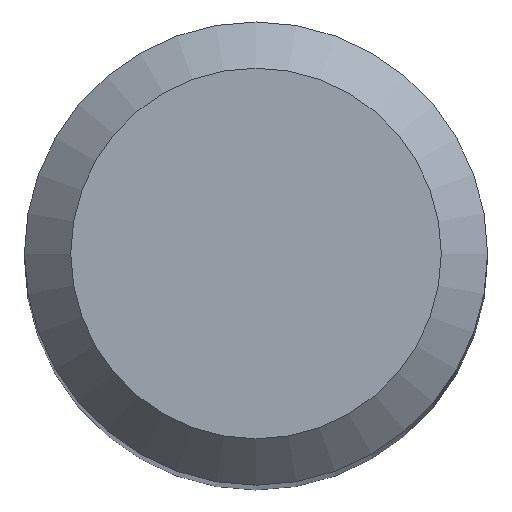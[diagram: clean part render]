
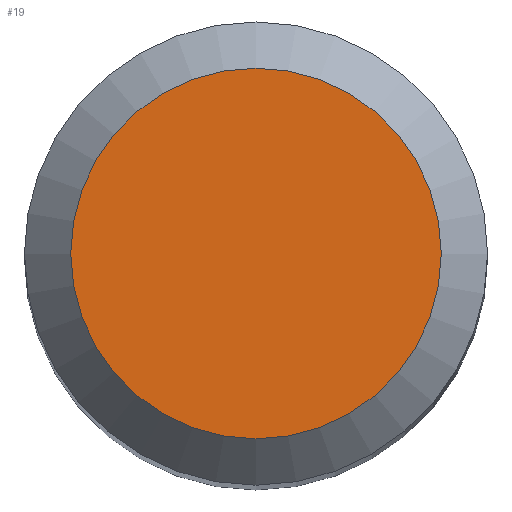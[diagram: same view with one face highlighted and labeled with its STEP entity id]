
A CAD part, top view. The second image highlights one B-rep face of the part: STEP entity #19.
In plain terms, the highlighted planar face has unit normal (0, 0, 1).
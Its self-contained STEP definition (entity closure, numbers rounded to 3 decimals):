
#1 = DIRECTION ( 'NONE',  ( 0., 0., -1. ) ) ;
#5 = ORIENTED_EDGE ( 'NONE', *, *, #173, .F. ) ;
#18 = PLANE ( 'NONE',  #202 ) ;
#19 = ADVANCED_FACE ( 'NONE', ( #174 ), #18, .F. ) ;
#31 = EDGE_LOOP ( 'NONE', ( #5 ) ) ;
#32 = CIRCLE ( 'NONE', #94, 3.2 ) ;
#36 = DIRECTION ( 'NONE',  ( 0., 0., -1. ) ) ;
#59 = VERTEX_POINT ( 'NONE', #233 ) ;
#94 = AXIS2_PLACEMENT_3D ( 'NONE', #215, #1, #140 ) ;
#140 = DIRECTION ( 'NONE',  ( 0., 1., 0. ) ) ;
#151 = CARTESIAN_POINT ( 'NONE',  ( 0., 0., 102. ) ) ;
#173 = EDGE_CURVE ( 'NONE', #59, #59, #32, .T. ) ;
#174 = FACE_OUTER_BOUND ( 'NONE', #31, .T. ) ;
#190 = DIRECTION ( 'NONE',  ( 0., 1., 0. ) ) ;
#202 = AXIS2_PLACEMENT_3D ( 'NONE', #151, #36, #190 ) ;
#215 = CARTESIAN_POINT ( 'NONE',  ( 0., 0., 102. ) ) ;
#233 = CARTESIAN_POINT ( 'NONE',  ( 0., 3.2, 102. ) ) ;
